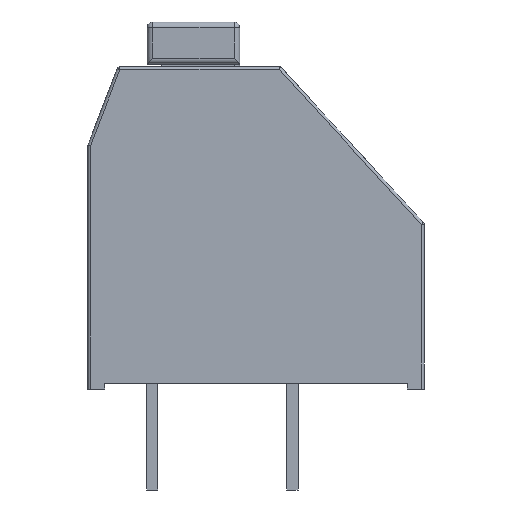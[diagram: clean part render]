
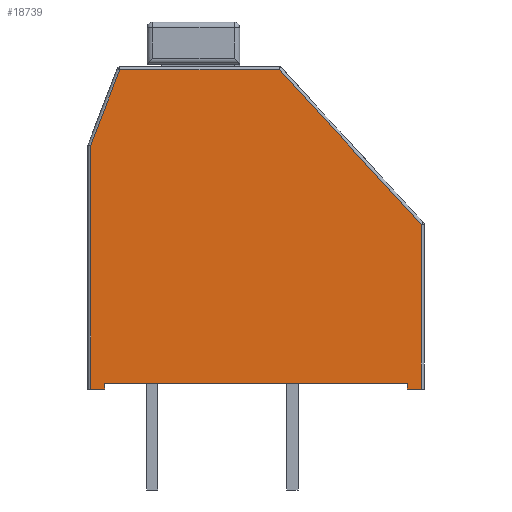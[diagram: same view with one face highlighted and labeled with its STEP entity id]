
A CAD part, left-side view. The second image highlights one B-rep face of the part: STEP entity #18739.
In plain terms, the highlighted planar face has unit normal (-1, 0, 0).
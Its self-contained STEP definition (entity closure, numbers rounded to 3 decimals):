
#1140 = LINE ( 'NONE', #7159, #11938 ) ;
#1459 = CARTESIAN_POINT ( 'NONE',  ( -5., -6.6, 0. ) ) ;
#1566 = CARTESIAN_POINT ( 'NONE',  ( -5., -2.027, 11.4 ) ) ;
#1601 = ORIENTED_EDGE ( 'NONE', *, *, #9398, .T. ) ;
#1772 = DIRECTION ( 'NONE',  ( 0., 0., -1. ) ) ;
#1973 = VECTOR ( 'NONE', #2453, 1000. ) ;
#2436 = DIRECTION ( 'NONE',  ( 0., 0.358, -0.934 ) ) ;
#2453 = DIRECTION ( 'NONE',  ( 0., 0., 1. ) ) ;
#2880 = VERTEX_POINT ( 'NONE', #12211 ) ;
#3569 = EDGE_CURVE ( 'NONE', #2880, #19073, #17136, .T. ) ;
#3623 = LINE ( 'NONE', #18831, #4628 ) ;
#3957 = VERTEX_POINT ( 'NONE', #1459 ) ;
#4125 = ORIENTED_EDGE ( 'NONE', *, *, #5661, .T. ) ;
#4307 = DIRECTION ( 'NONE',  ( 0., 1., 0. ) ) ;
#4628 = VECTOR ( 'NONE', #18537, 1000. ) ;
#5226 = LINE ( 'NONE', #9884, #16417 ) ;
#5311 = VERTEX_POINT ( 'NONE', #12718 ) ;
#5314 = ORIENTED_EDGE ( 'NONE', *, *, #16460, .T. ) ;
#5515 = CARTESIAN_POINT ( 'NONE',  ( -5., 4.7, 11.5 ) ) ;
#5661 = EDGE_CURVE ( 'NONE', #6987, #6378, #17505, .T. ) ;
#6290 = ORIENTED_EDGE ( 'NONE', *, *, #12666, .T. ) ;
#6378 = VERTEX_POINT ( 'NONE', #11371 ) ;
#6428 = AXIS2_PLACEMENT_3D ( 'NONE', #6699, #14189, #6791 ) ;
#6631 = CARTESIAN_POINT ( 'NONE',  ( -5., 4.2, 0. ) ) ;
#6699 = CARTESIAN_POINT ( 'NONE',  ( -5., 4.8, 11.5 ) ) ;
#6791 = DIRECTION ( 'NONE',  ( 0., 1., 0. ) ) ;
#6811 = LINE ( 'NONE', #15494, #6958 ) ;
#6958 = VECTOR ( 'NONE', #14301, 1000. ) ;
#6987 = VERTEX_POINT ( 'NONE', #6631 ) ;
#7159 = CARTESIAN_POINT ( 'NONE',  ( -5., 1.147, 14.856 ) ) ;
#7382 = CARTESIAN_POINT ( 'NONE',  ( -5., -6.6, 0. ) ) ;
#7928 = VERTEX_POINT ( 'NONE', #13778 ) ;
#8056 = EDGE_CURVE ( 'NONE', #9987, #14256, #1140, .T. ) ;
#8171 = DIRECTION ( 'NONE',  ( 0., -1., 0. ) ) ;
#8242 = LINE ( 'NONE', #13084, #1973 ) ;
#8327 = CARTESIAN_POINT ( 'NONE',  ( -5., 3.773, 11.106 ) ) ;
#8854 = VECTOR ( 'NONE', #11331, 1000. ) ;
#8898 = ORIENTED_EDGE ( 'NONE', *, *, #19109, .T. ) ;
#9318 = CARTESIAN_POINT ( 'NONE',  ( -5., -7.1, 5.878 ) ) ;
#9348 = VERTEX_POINT ( 'NONE', #10590 ) ;
#9398 = EDGE_CURVE ( 'NONE', #6378, #9348, #5226, .T. ) ;
#9884 = CARTESIAN_POINT ( 'NONE',  ( -5., 4.2, 0.2 ) ) ;
#9930 = LINE ( 'NONE', #8327, #10610 ) ;
#9987 = VERTEX_POINT ( 'NONE', #9318 ) ;
#10322 = LINE ( 'NONE', #16216, #18057 ) ;
#10342 = EDGE_CURVE ( 'NONE', #19073, #6987, #6811, .T. ) ;
#10535 = ORIENTED_EDGE ( 'NONE', *, *, #3569, .T. ) ;
#10557 = ORIENTED_EDGE ( 'NONE', *, *, #12693, .T. ) ;
#10590 = CARTESIAN_POINT ( 'NONE',  ( -5., -6.6, 0.2 ) ) ;
#10610 = VECTOR ( 'NONE', #2436, 1000. ) ;
#11128 = CARTESIAN_POINT ( 'NONE',  ( -5., 4.2, 0. ) ) ;
#11331 = DIRECTION ( 'NONE',  ( 0., 0., -1. ) ) ;
#11371 = CARTESIAN_POINT ( 'NONE',  ( -5., 4.2, 0.2 ) ) ;
#11408 = ORIENTED_EDGE ( 'NONE', *, *, #11571, .T. ) ;
#11571 = EDGE_CURVE ( 'NONE', #9348, #3957, #15262, .T. ) ;
#11938 = VECTOR ( 'NONE', #13162, 1000. ) ;
#12211 = CARTESIAN_POINT ( 'NONE',  ( -5., 4.7, 8.69 ) ) ;
#12308 = ORIENTED_EDGE ( 'NONE', *, *, #8056, .T. ) ;
#12666 = EDGE_CURVE ( 'NONE', #5311, #2880, #9930, .T. ) ;
#12693 = EDGE_CURVE ( 'NONE', #3957, #7928, #3623, .T. ) ;
#12718 = CARTESIAN_POINT ( 'NONE',  ( -5., 3.66, 11.4 ) ) ;
#13084 = CARTESIAN_POINT ( 'NONE',  ( -5., -7.1, 11.5 ) ) ;
#13162 = DIRECTION ( 'NONE',  ( 0., 0.677, 0.736 ) ) ;
#13778 = CARTESIAN_POINT ( 'NONE',  ( -5., -7.1, 0. ) ) ;
#13820 = FACE_OUTER_BOUND ( 'NONE', #18785, .T. ) ;
#14189 = DIRECTION ( 'NONE',  ( 1., 0., 0. ) ) ;
#14256 = VERTEX_POINT ( 'NONE', #1566 ) ;
#14301 = DIRECTION ( 'NONE',  ( 0., -1., 0. ) ) ;
#15262 = LINE ( 'NONE', #7382, #16793 ) ;
#15376 = PLANE ( 'NONE',  #6428 ) ;
#15494 = CARTESIAN_POINT ( 'NONE',  ( -5., 4.8, 0. ) ) ;
#15648 = DIRECTION ( 'NONE',  ( 0., 0., 1. ) ) ;
#16072 = ORIENTED_EDGE ( 'NONE', *, *, #10342, .T. ) ;
#16216 = CARTESIAN_POINT ( 'NONE',  ( -5., 3.728, 11.4 ) ) ;
#16417 = VECTOR ( 'NONE', #8171, 1000. ) ;
#16460 = EDGE_CURVE ( 'NONE', #7928, #9987, #8242, .T. ) ;
#16793 = VECTOR ( 'NONE', #1772, 1000. ) ;
#17136 = LINE ( 'NONE', #5515, #8854 ) ;
#17505 = LINE ( 'NONE', #11128, #18310 ) ;
#18057 = VECTOR ( 'NONE', #4307, 1000. ) ;
#18310 = VECTOR ( 'NONE', #15648, 1000. ) ;
#18537 = DIRECTION ( 'NONE',  ( 0., -1., 0. ) ) ;
#18739 = ADVANCED_FACE ( 'NONE', ( #13820 ), #15376, .F. ) ;
#18785 = EDGE_LOOP ( 'NONE', ( #6290, #10535, #16072, #4125, #1601, #11408, #10557, #5314, #12308, #8898 ) ) ;
#18831 = CARTESIAN_POINT ( 'NONE',  ( -5., 4.8, 0. ) ) ;
#19034 = CARTESIAN_POINT ( 'NONE',  ( -5., 4.7, 0. ) ) ;
#19073 = VERTEX_POINT ( 'NONE', #19034 ) ;
#19109 = EDGE_CURVE ( 'NONE', #14256, #5311, #10322, .T. ) ;
